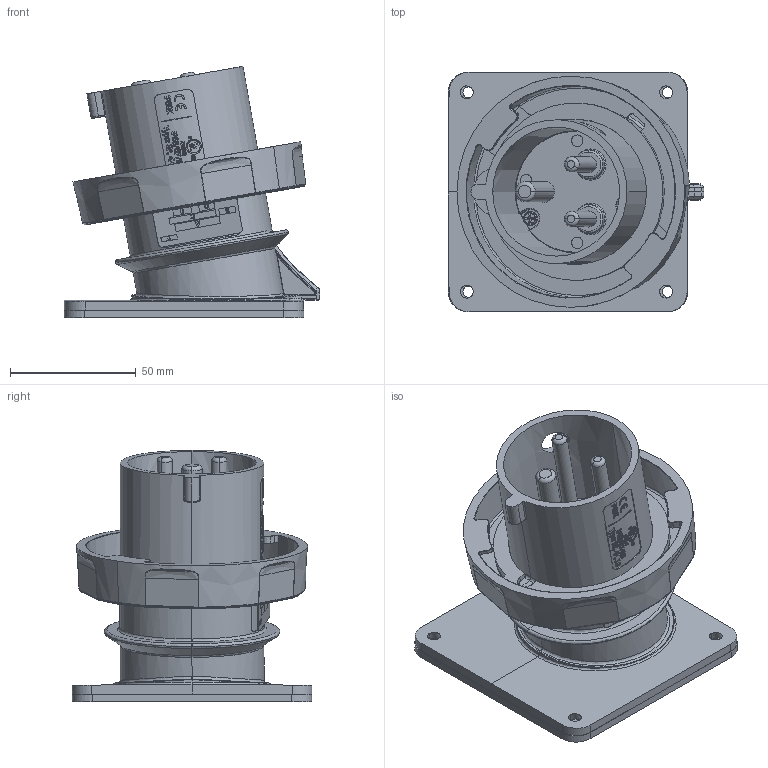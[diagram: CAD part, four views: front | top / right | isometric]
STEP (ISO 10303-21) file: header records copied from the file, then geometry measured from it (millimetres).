
FILE_DESCRIPTION (( 'STEP AP214' ), '1' );
FILE_NAME ('ORB4200-M02.STEP', '2019-03-04T20:33:25', ( '' ), ( '' ), 'SwSTEP 2.0', 'SolidWorks 2017', '' );
FILE_SCHEMA (( 'AUTOMOTIVE_DESIGN' ));
Length unit declared in the file: inch
Products named in the file (1): ORB4200-M02
Bounding box: 101.63 x 95.31 x 99.9 mm (x, y, z)
Surface area: 100308.7 mm2 (no closed solid volume)
Topology: 0 solids, 50 shells, 1130 faces, 4590 edges, 3366 vertices
Faces by surface type: plane 332, cylinder 279, bspline 255, cone 142, torus 117, sphere 5
Entity records: 82870 total; most frequent: CARTESIAN_POINT 35179, ORIENTED_EDGE 6615, DIRECTION 5814, EDGE_CURVE 4584, VERTEX_POINT 3366, AXIS2_PLACEMENT_3D 2117, LINE 1580, VECTOR 1580
